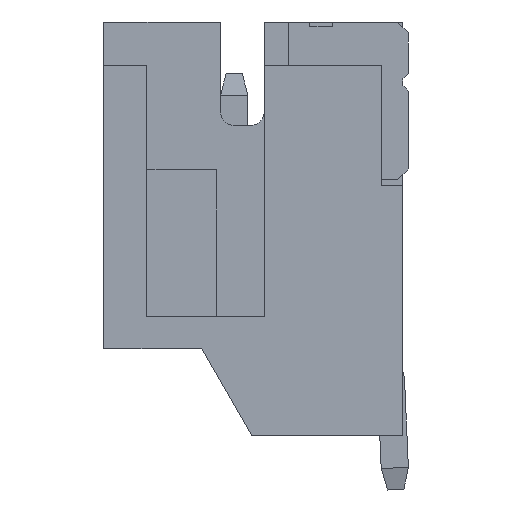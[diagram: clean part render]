
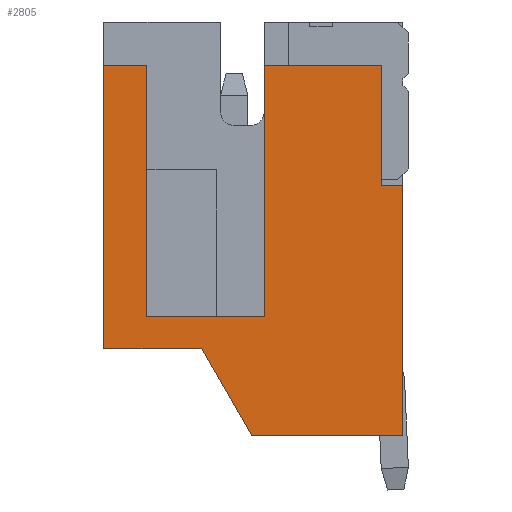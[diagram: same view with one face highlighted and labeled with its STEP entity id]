
A CAD part, left-side view. The second image highlights one B-rep face of the part: STEP entity #2805.
In plain terms, the highlighted planar face has unit normal (-1, 0, 0).
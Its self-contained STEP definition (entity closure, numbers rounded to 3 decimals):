
#526 = ORIENTED_EDGE ( 'NONE', *, *, #1081, .F. ) ;
#583 = FACE_OUTER_BOUND ( 'NONE', #5297, .T. ) ;
#593 = LINE ( 'NONE', #6318, #9597 ) ;
#625 = VECTOR ( 'NONE', #9561, 1000. ) ;
#752 = CARTESIAN_POINT ( 'NONE',  ( -3.95, 5.5, 0. ) ) ;
#792 = CARTESIAN_POINT ( 'NONE',  ( -3.95, 5.5, -7.6 ) ) ;
#829 = VECTOR ( 'NONE', #3865, 1000. ) ;
#839 = VECTOR ( 'NONE', #7341, 1000. ) ;
#886 = EDGE_CURVE ( 'NONE', #4729, #2750, #8518, .T. ) ;
#1081 = EDGE_CURVE ( 'NONE', #8447, #4109, #5768, .T. ) ;
#1095 = EDGE_CURVE ( 'NONE', #2776, #6348, #4802, .T. ) ;
#1298 = CARTESIAN_POINT ( 'NONE',  ( -3.95, 5.5, -3. ) ) ;
#1475 = AXIS2_PLACEMENT_3D ( 'NONE', #9351, #10030, #10246 ) ;
#1610 = VECTOR ( 'NONE', #7243, 1000. ) ;
#1883 = ORIENTED_EDGE ( 'NONE', *, *, #886, .F. ) ;
#2072 = CARTESIAN_POINT ( 'NONE',  ( -3.95, 5.5, -6. ) ) ;
#2330 = EDGE_CURVE ( 'NONE', #2750, #2776, #7766, .T. ) ;
#2344 = LINE ( 'NONE', #5574, #7078 ) ;
#2391 = VERTEX_POINT ( 'NONE', #6241 ) ;
#2399 = ORIENTED_EDGE ( 'NONE', *, *, #5529, .F. ) ;
#2576 = LINE ( 'NONE', #9021, #5499 ) ;
#2706 = EDGE_CURVE ( 'NONE', #7606, #9322, #10350, .T. ) ;
#2750 = VERTEX_POINT ( 'NONE', #7668 ) ;
#2776 = VERTEX_POINT ( 'NONE', #6048 ) ;
#2805 = ADVANCED_FACE ( 'NONE', ( #583 ), #3805, .F. ) ;
#3070 = CARTESIAN_POINT ( 'NONE',  ( -3.95, 2.776, -7.6 ) ) ;
#3118 = CARTESIAN_POINT ( 'NONE',  ( -3.95, 3.7, -6. ) ) ;
#3191 = VECTOR ( 'NONE', #6313, 1000. ) ;
#3216 = LINE ( 'NONE', #9660, #8810 ) ;
#3452 = EDGE_CURVE ( 'NONE', #2391, #7806, #593, .T. ) ;
#3499 = EDGE_CURVE ( 'NONE', #10212, #4729, #2344, .T. ) ;
#3549 = EDGE_CURVE ( 'NONE', #7606, #8447, #7987, .T. ) ;
#3792 = DIRECTION ( 'NONE',  ( 0., 0., 1. ) ) ;
#3805 = PLANE ( 'NONE',  #1475 ) ;
#3819 = DIRECTION ( 'NONE',  ( 0., 0., -1. ) ) ;
#3865 = DIRECTION ( 'NONE',  ( 0., 0., 1. ) ) ;
#3966 = EDGE_CURVE ( 'NONE', #6348, #9322, #9470, .T. ) ;
#4109 = VERTEX_POINT ( 'NONE', #5690 ) ;
#4729 = VERTEX_POINT ( 'NONE', #5677 ) ;
#4779 = ORIENTED_EDGE ( 'NONE', *, *, #3966, .F. ) ;
#4802 = LINE ( 'NONE', #792, #1610 ) ;
#4919 = CARTESIAN_POINT ( 'NONE',  ( -3.95, 2.776, -7.6 ) ) ;
#5297 = EDGE_LOOP ( 'NONE', ( #7442, #9297, #10072, #526, #6140, #8076, #4779, #8253, #9563, #1883, #7821, #2399 ) ) ;
#5499 = VECTOR ( 'NONE', #8924, 1000. ) ;
#5529 = EDGE_CURVE ( 'NONE', #2391, #10212, #10451, .T. ) ;
#5574 = CARTESIAN_POINT ( 'NONE',  ( -3.95, 0.4, 0. ) ) ;
#5677 = CARTESIAN_POINT ( 'NONE',  ( -3.95, 0.4, -3. ) ) ;
#5690 = CARTESIAN_POINT ( 'NONE',  ( -3.95, 4.705, -0.8 ) ) ;
#5768 = LINE ( 'NONE', #6507, #10378 ) ;
#6048 = CARTESIAN_POINT ( 'NONE',  ( -3.95, 0., -7.6 ) ) ;
#6084 = CARTESIAN_POINT ( 'NONE',  ( -3.95, 0., -7.6 ) ) ;
#6140 = ORIENTED_EDGE ( 'NONE', *, *, #3549, .F. ) ;
#6241 = CARTESIAN_POINT ( 'NONE',  ( -3.95, 2.55, -0.8 ) ) ;
#6313 = DIRECTION ( 'NONE',  ( 0., 0.5, 0.866 ) ) ;
#6318 = CARTESIAN_POINT ( 'NONE',  ( -3.95, 2.55, 0. ) ) ;
#6348 = VERTEX_POINT ( 'NONE', #4919 ) ;
#6355 = CARTESIAN_POINT ( 'NONE',  ( -3.95, 3.7, -6. ) ) ;
#6456 = DIRECTION ( 'NONE',  ( 0., -1., 0. ) ) ;
#6469 = CARTESIAN_POINT ( 'NONE',  ( -3.95, 2.55, -5.415 ) ) ;
#6507 = CARTESIAN_POINT ( 'NONE',  ( -3.95, 5.5, -0.8 ) ) ;
#7078 = VECTOR ( 'NONE', #8041, 1000. ) ;
#7213 = VECTOR ( 'NONE', #7743, 1000. ) ;
#7243 = DIRECTION ( 'NONE',  ( 0., 1., 0. ) ) ;
#7341 = DIRECTION ( 'NONE',  ( 0., -1., 0. ) ) ;
#7442 = ORIENTED_EDGE ( 'NONE', *, *, #3452, .T. ) ;
#7606 = VERTEX_POINT ( 'NONE', #2072 ) ;
#7668 = CARTESIAN_POINT ( 'NONE',  ( -3.95, 0., -3. ) ) ;
#7743 = DIRECTION ( 'NONE',  ( 0., -1., 0. ) ) ;
#7766 = LINE ( 'NONE', #6084, #8526 ) ;
#7806 = VERTEX_POINT ( 'NONE', #6469 ) ;
#7821 = ORIENTED_EDGE ( 'NONE', *, *, #3499, .F. ) ;
#7975 = CARTESIAN_POINT ( 'NONE',  ( -3.95, 4.705, -5.415 ) ) ;
#7987 = LINE ( 'NONE', #752, #829 ) ;
#8041 = DIRECTION ( 'NONE',  ( 0., 0., -1. ) ) ;
#8076 = ORIENTED_EDGE ( 'NONE', *, *, #2706, .T. ) ;
#8130 = EDGE_CURVE ( 'NONE', #7806, #9784, #2576, .T. ) ;
#8253 = ORIENTED_EDGE ( 'NONE', *, *, #1095, .F. ) ;
#8438 = DIRECTION ( 'NONE',  ( 0., 0., -1. ) ) ;
#8447 = VERTEX_POINT ( 'NONE', #8694 ) ;
#8518 = LINE ( 'NONE', #1298, #7213 ) ;
#8526 = VECTOR ( 'NONE', #8438, 1000. ) ;
#8694 = CARTESIAN_POINT ( 'NONE',  ( -3.95, 5.5, -0.8 ) ) ;
#8810 = VECTOR ( 'NONE', #3792, 1000. ) ;
#8924 = DIRECTION ( 'NONE',  ( 0., 1., 0. ) ) ;
#9021 = CARTESIAN_POINT ( 'NONE',  ( -3.95, 4.705, -5.415 ) ) ;
#9204 = CARTESIAN_POINT ( 'NONE',  ( -3.95, 0.4, -0.8 ) ) ;
#9297 = ORIENTED_EDGE ( 'NONE', *, *, #8130, .T. ) ;
#9322 = VERTEX_POINT ( 'NONE', #3118 ) ;
#9351 = CARTESIAN_POINT ( 'NONE',  ( -3.95, 5.5, 0. ) ) ;
#9470 = LINE ( 'NONE', #3070, #3191 ) ;
#9561 = DIRECTION ( 'NONE',  ( 0., -1., 0. ) ) ;
#9563 = ORIENTED_EDGE ( 'NONE', *, *, #2330, .F. ) ;
#9597 = VECTOR ( 'NONE', #3819, 1000. ) ;
#9606 = CARTESIAN_POINT ( 'NONE',  ( -3.95, 5.5, -0.8 ) ) ;
#9660 = CARTESIAN_POINT ( 'NONE',  ( -3.95, 4.705, -0.8 ) ) ;
#9717 = EDGE_CURVE ( 'NONE', #9784, #4109, #3216, .T. ) ;
#9784 = VERTEX_POINT ( 'NONE', #7975 ) ;
#10030 = DIRECTION ( 'NONE',  ( 1., 0., 0. ) ) ;
#10072 = ORIENTED_EDGE ( 'NONE', *, *, #9717, .T. ) ;
#10212 = VERTEX_POINT ( 'NONE', #9204 ) ;
#10246 = DIRECTION ( 'NONE',  ( 0., 0., -1. ) ) ;
#10350 = LINE ( 'NONE', #6355, #625 ) ;
#10378 = VECTOR ( 'NONE', #6456, 1000. ) ;
#10451 = LINE ( 'NONE', #9606, #839 ) ;
